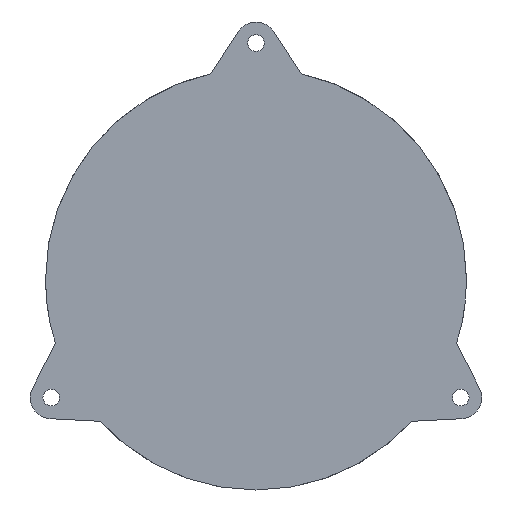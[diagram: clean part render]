
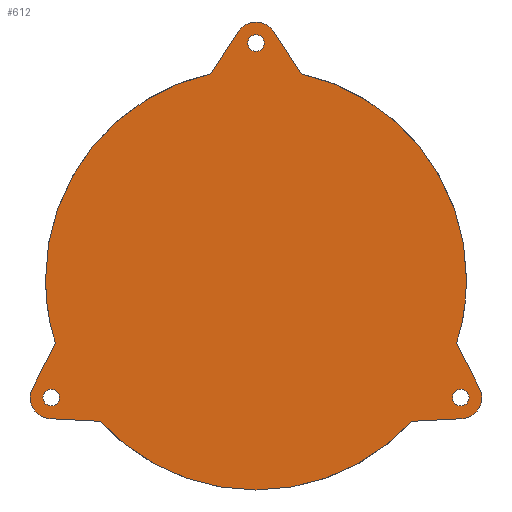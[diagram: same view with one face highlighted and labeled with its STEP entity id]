
A CAD part, front view. The second image highlights one B-rep face of the part: STEP entity #612.
In plain terms, the highlighted planar face has unit normal (0, -1, 0).
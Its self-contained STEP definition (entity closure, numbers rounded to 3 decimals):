
#1=CARTESIAN_POINT('POINT1',(236.056,2.54,
   540.298));
#2=VERTEX_POINT('VERTEX1',#1);
#20=CARTESIAN_POINT('POINT4',(221.144,2.54,
   540.298));
#21=VERTEX_POINT('VERTEX4',#20);
#28=CARTESIAN_POINT('POS4',(228.6,2.54,535.457))
   ;
#29=DIRECTION('DIR5',(0.,1.,0.));
#30=DIRECTION('DIR6',(-1.,0.,0.));
#31=AXIS2_PLACEMENT_3D('AXIS2',#28,#29,#30);
#32=CIRCLE('ELLIPSE2',#31,8.89);
#33=EDGE_CURVE('EDGE4',#21,#2,#32,.T.);
#43=CARTESIAN_POINT('POINT5',(315.535,2.54,
   376.809));
#44=VERTEX_POINT('VERTEX5',#43);
#62=CARTESIAN_POINT('POINT8',(322.991,2.54,
   389.723));
#63=VERTEX_POINT('VERTEX8',#62);
#70=CARTESIAN_POINT('POS9',(315.07,2.54,
   385.687));
#71=DIRECTION('DIR13',(0.,1.,0.));
#72=DIRECTION('DIR14',(0.5,0.,0.866));
#73=AXIS2_PLACEMENT_3D('AXIS5',#70,#71,#72);
#74=CIRCLE('ELLIPSE4',#73,8.89);
#75=EDGE_CURVE('EDGE8',#63,#44,#74,.T.);
#85=CARTESIAN_POINT('POINT9',(313.323,2.54,
   382.662));
#86=VERTEX_POINT('VERTEX9',#85);
#104=CARTESIAN_POINT('POINT12',(316.816,2.54,
   388.711));
#105=VERTEX_POINT('VERTEX12',#104);
#112=CARTESIAN_POINT('POS14',(315.07,2.54,
   385.687));
#113=DIRECTION('DIR21',(0.,1.,0.));
#114=DIRECTION('DIR22',(0.5,0.,0.866));
#115=AXIS2_PLACEMENT_3D('AXIS8',#112,#113,#114);
#116=CIRCLE('ELLIPSE6',#115,3.493);
#117=EDGE_CURVE('EDGE12',#105,#86,#116,.F.);
#136=CARTESIAN_POINT('POS17',(315.07,2.54,
   385.687));
#137=DIRECTION('DIR27',(0.,1.,0.));
#138=DIRECTION('DIR28',(0.5,0.,0.866));
#139=AXIS2_PLACEMENT_3D('AXIS11',#136,#137,#138);
#140=CIRCLE('ELLIPSE8',#139,3.493);
#141=EDGE_CURVE('EDGE14',#86,#105,#140,.F.);
#146=CARTESIAN_POINT('POINT13',(232.093,2.54,
   535.457));
#147=VERTEX_POINT('VERTEX13',#146);
#165=CARTESIAN_POINT('POINT16',(225.108,2.54,
   535.457));
#166=VERTEX_POINT('VERTEX16',#165);
#173=CARTESIAN_POINT('POS21',(228.6,2.54,535.457
   ));
#174=DIRECTION('DIR33',(0.,1.,0.));
#175=DIRECTION('DIR34',(-1.,0.,0.));
#176=AXIS2_PLACEMENT_3D('AXIS13',#173,#174,#175);
#177=CIRCLE('ELLIPSE10',#176,3.493);
#178=EDGE_CURVE('EDGE18',#166,#147,#177,.F.);
#197=CARTESIAN_POINT('POS24',(228.6,2.54,535.457
   ));
#198=DIRECTION('DIR39',(0.,1.,0.));
#199=DIRECTION('DIR40',(-1.,0.,0.));
#200=AXIS2_PLACEMENT_3D('AXIS16',#197,#198,#199);
#201=CIRCLE('ELLIPSE12',#200,3.493);
#202=EDGE_CURVE('EDGE20',#147,#166,#201,.F.);
#207=CARTESIAN_POINT('POINT17',(140.384,2.54,
   388.711));
#208=VERTEX_POINT('VERTEX17',#207);
#226=CARTESIAN_POINT('POINT20',(143.877,2.54,
   382.662));
#227=VERTEX_POINT('VERTEX20',#226);
#234=CARTESIAN_POINT('POS28',(142.13,2.54,
   385.687));
#235=DIRECTION('DIR45',(0.,1.,0.));
#236=DIRECTION('DIR46',(0.5,0.,-0.866));
#237=AXIS2_PLACEMENT_3D('AXIS18',#234,#235,#236);
#238=CIRCLE('ELLIPSE14',#237,3.493);
#239=EDGE_CURVE('EDGE24',#227,#208,#238,.F.);
#258=CARTESIAN_POINT('POS31',(142.13,2.54,
   385.687));
#259=DIRECTION('DIR51',(0.,1.,0.));
#260=DIRECTION('DIR52',(0.5,0.,-0.866));
#261=AXIS2_PLACEMENT_3D('AXIS21',#258,#259,#260);
#262=CIRCLE('ELLIPSE16',#261,3.493);
#263=EDGE_CURVE('EDGE26',#208,#227,#262,.F.);
#268=CARTESIAN_POINT('POINT21',(134.209,2.54,
   389.723));
#269=VERTEX_POINT('VERTEX21',#268);
#287=CARTESIAN_POINT('POINT24',(141.665,2.54,
   376.809));
#288=VERTEX_POINT('VERTEX24',#287);
#295=CARTESIAN_POINT('POS35',(142.13,2.54,
   385.687));
#296=DIRECTION('DIR57',(0.,1.,0.));
#297=DIRECTION('DIR58',(0.5,0.,-0.866));
#298=AXIS2_PLACEMENT_3D('AXIS23',#295,#296,#297);
#299=CIRCLE('ELLIPSE18',#298,8.89);
#300=EDGE_CURVE('EDGE30',#288,#269,#299,.T.);
#346=CARTESIAN_POINT('POINT27',(209.55,2.54,
   522.445));
#347=VERTEX_POINT('VERTEX27',#346);
#348=CARTESIAN_POINT('POS41',(59.151,2.54,
   290.851));
#349=DIRECTION('DIR67',(0.545,0.,
   0.839));
#350=VECTOR('VEC15',#349,1.);
#351=LINE('STRAIGHT15',#348,#350);
#352=EDGE_CURVE('EDGE34',#347,#21,#351,.T.);
#372=CARTESIAN_POINT('POINT28',(247.65,2.54,
   522.445));
#373=VERTEX_POINT('VERTEX28',#372);
#374=CARTESIAN_POINT('POS44',(324.442,2.54,
   404.196));
#375=DIRECTION('DIR71',(0.545,0.,
   -0.839));
#376=VECTOR('VEC17',#375,1.);
#377=LINE('STRAIGHT17',#374,#376);
#378=EDGE_CURVE('EDGE36',#2,#373,#377,.T.);
#430=CARTESIAN_POINT('POINT31',(162.924,2.54,
   375.695));
#431=VERTEX_POINT('VERTEX31',#430);
#432=CARTESIAN_POINT('POS51',(91.503,2.54,
   379.438));
#433=DIRECTION('DIR81',(-0.999,0.,
   0.052));
#434=VECTOR('VEC21',#433,1.);
#435=LINE('STRAIGHT21',#432,#434);
#436=EDGE_CURVE('EDGE41',#431,#288,#435,.T.);
#463=CARTESIAN_POINT('POINT33',(294.276,2.54,
   375.695));
#464=VERTEX_POINT('VERTEX33',#463);
#465=CARTESIAN_POINT('POS55',(148.353,2.54,
   368.047));
#466=DIRECTION('DIR86',(-0.999,0.,
   -0.052));
#467=VECTOR('VEC24',#466,1.);
#468=LINE('STRAIGHT24',#465,#467);
#469=EDGE_CURVE('EDGE44',#44,#464,#468,.T.);
#514=CARTESIAN_POINT('POINT35',(313.326,2.54,
   408.69));
#515=VERTEX_POINT('VERTEX35',#514);
#516=CARTESIAN_POINT('POS61',(363.696,2.54,
   309.834));
#517=DIRECTION('DIR95',(0.454,0.,
   -0.891));
#518=VECTOR('VEC27',#517,1.);
#519=LINE('STRAIGHT27',#516,#518);
#520=EDGE_CURVE('EDGE48',#515,#63,#519,.T.);
#538=ORIENTED_EDGE('COEDGE75',*,*,#263,.F.);
#539=ORIENTED_EDGE('COEDGE76',*,*,#239,.F.);
#540=EDGE_LOOP('NONE',(#538,#539));
#541=FACE_BOUND('LOOP1',#540,.T.);
#542=ORIENTED_EDGE('COEDGE77',*,*,#202,.F.);
#543=ORIENTED_EDGE('COEDGE78',*,*,#178,.F.);
#544=EDGE_LOOP('NONE',(#542,#543));
#545=FACE_BOUND('LOOP1',#544,.T.);
#546=ORIENTED_EDGE('COEDGE79',*,*,#141,.F.);
#547=ORIENTED_EDGE('COEDGE80',*,*,#117,.F.);
#548=EDGE_LOOP('NONE',(#546,#547));
#549=FACE_BOUND('LOOP1',#548,.T.);
#550=ORIENTED_EDGE('COEDGE81',*,*,#469,.F.);
#551=ORIENTED_EDGE('COEDGE82',*,*,#75,.F.);
#552=ORIENTED_EDGE('COEDGE83',*,*,#520,.F.);
#553=CARTESIAN_POINT('POINT36',(317.5,2.54,435.61));
#554=VERTEX_POINT('VERTEX36',#553);
#555=CARTESIAN_POINT('POS64',(228.6,2.54,435.61));
#556=DIRECTION('DIR99',(0.,1.,0.));
#557=DIRECTION('DIR100',(1.,0.,0.));
#558=AXIS2_PLACEMENT_3D('AXIS36',#555,#556,#557);
#559=CIRCLE('ELLIPSE22',#558,88.9);
#560=EDGE_CURVE('EDGE50',#554,#515,#559,.T.);
#561=ORIENTED_EDGE('COEDGE84',*,*,#560,.F.);
#562=CARTESIAN_POINT('POS65',(228.6,2.54,435.61));
#563=DIRECTION('DIR101',(0.,1.,0.));
#564=DIRECTION('DIR102',(1.,0.,0.));
#565=AXIS2_PLACEMENT_3D('AXIS37',#562,#563,#564);
#566=CIRCLE('ELLIPSE23',#565,88.9);
#567=EDGE_CURVE('EDGE51',#373,#554,#566,.T.);
#568=ORIENTED_EDGE('COEDGE85',*,*,#567,.F.);
#569=ORIENTED_EDGE('COEDGE86',*,*,#378,.F.);
#570=ORIENTED_EDGE('COEDGE87',*,*,#33,.F.);
#571=ORIENTED_EDGE('COEDGE88',*,*,#352,.F.);
#572=CARTESIAN_POINT('POINT37',(139.7,2.54,435.61));
#573=VERTEX_POINT('VERTEX37',#572);
#574=CARTESIAN_POINT('POS66',(228.6,2.54,435.61));
#575=DIRECTION('DIR103',(0.,1.,0.));
#576=DIRECTION('DIR104',(1.,0.,0.));
#577=AXIS2_PLACEMENT_3D('AXIS38',#574,#575,#576);
#578=CIRCLE('ELLIPSE24',#577,88.9);
#579=EDGE_CURVE('EDGE52',#573,#347,#578,.T.);
#580=ORIENTED_EDGE('COEDGE89',*,*,#579,.F.);
#581=CARTESIAN_POINT('POINT38',(143.874,2.54,
   408.69));
#582=VERTEX_POINT('VERTEX38',#581);
#583=CARTESIAN_POINT('POS67',(228.6,2.54,435.61));
#584=DIRECTION('DIR105',(0.,1.,0.));
#585=DIRECTION('DIR106',(1.,0.,0.));
#586=AXIS2_PLACEMENT_3D('AXIS39',#583,#584,#585);
#587=CIRCLE('ELLIPSE25',#586,88.9);
#588=EDGE_CURVE('EDGE53',#582,#573,#587,.T.);
#589=ORIENTED_EDGE('COEDGE90',*,*,#588,.F.);
#590=CARTESIAN_POINT('POS68',(41.555,2.54,
   207.879));
#591=DIRECTION('DIR107',(0.454,0.,
   0.891));
#592=VECTOR('VEC29',#591,1.);
#593=LINE('STRAIGHT29',#590,#592);
#594=EDGE_CURVE('EDGE54',#269,#582,#593,.T.);
#595=ORIENTED_EDGE('COEDGE91',*,*,#594,.F.);
#596=ORIENTED_EDGE('COEDGE92',*,*,#300,.F.);
#597=ORIENTED_EDGE('COEDGE93',*,*,#436,.F.);
#598=CARTESIAN_POINT('POS69',(228.6,2.54,435.61));
#599=DIRECTION('DIR108',(0.,1.,0.));
#600=DIRECTION('DIR109',(1.,0.,0.));
#601=AXIS2_PLACEMENT_3D('AXIS40',#598,#599,#600);
#602=CIRCLE('ELLIPSE26',#601,88.9);
#603=EDGE_CURVE('EDGE55',#464,#431,#602,.T.);
#604=ORIENTED_EDGE('COEDGE94',*,*,#603,.F.);
#605=EDGE_LOOP('NONE',(#550,#551,#552,#561,#568,#569,#570,#571,#580,#589
   ,#595,#596,#597,#604));
#606=FACE_BOUND('LOOP1',#605,.T.);
#607=CARTESIAN_POINT('POS70',(0.,2.54,0.));
#608=DIRECTION('DIR110',(0.,1.,0.));
#609=DIRECTION('DIR111',(1.,0.,0.));
#610=AXIS2_PLACEMENT_3D('AXIS41',#607,#608,#609);
#611=PLANE('PLANE9',#610);
#612=ADVANCED_FACE('FACE18',(#541,#545,#549,#606),#611,.F.);
